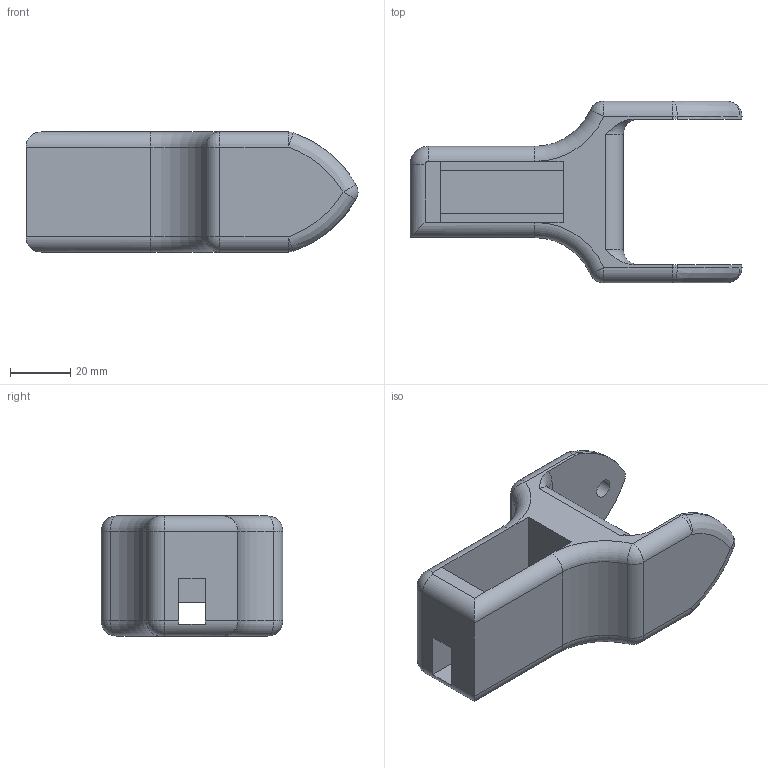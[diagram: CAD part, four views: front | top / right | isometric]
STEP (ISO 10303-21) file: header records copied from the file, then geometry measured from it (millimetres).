
FILE_DESCRIPTION (( 'STEP AP214' ), '1' );
FILE_NAME ('hip.STEP', '2022-03-16T17:14:21', ( '' ), ( '' ), 'SwSTEP 2.0', 'SolidWorks 2020', '' );
FILE_SCHEMA (( 'AUTOMOTIVE_DESIGN' ));
Length unit declared in the file: millimetre
Products named in the file (1): hip
Bounding box: 110.03 x 60.22 x 39.82 mm (x, y, z)
Volume: 82954.3 mm3; surface area: 24245.1 mm2
Topology: 1 solids, 1 shells, 83 faces, 203 edges, 118 vertices
Faces by surface type: cylinder 29, plane 26, torus 10, sphere 10, bspline 8
Entity records: 2747 total; most frequent: CARTESIAN_POINT 797, DIRECTION 413, ORIENTED_EDGE 398, EDGE_CURVE 199, AXIS2_PLACEMENT_3D 156, VERTEX_POINT 116, VECTOR 101, LINE 101
